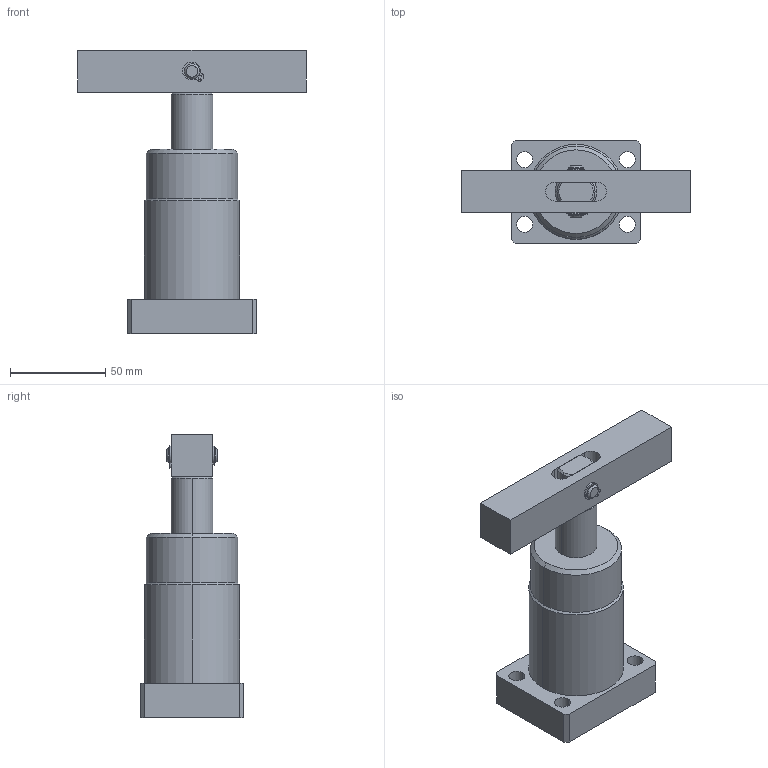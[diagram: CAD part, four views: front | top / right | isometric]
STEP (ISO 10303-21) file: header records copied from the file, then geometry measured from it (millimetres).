
FILE_DESCRIPTION (( 'STEP AP203' ), '1' );
FILE_NAME ('HNDS-32A-F.STEP', '2019-10-12T07:41:33', ( '微软用户' ), ( '微软中国' ), 'SwSTEP 2.0', 'SolidWorks 2012', '' );
FILE_SCHEMA (( 'CONFIG_CONTROL_DESIGN' ));
Length unit declared in the file: millimetre
Products named in the file (6): HNFS-32A-F掛极; 32A活塞杆; 32邧旋; 32种; circlips for shaft--type a small gb_GB_CONNECTING_PIECE_RING_RRA 8; HNDS-32A-F
Assembly tree (6 placements, depth 2):
  HNDS-32A-F
    HNFS-32A-F掛极
    32A活塞杆
    32邧旋
    32种
    circlips for shaft--type a small gb_GB_CONNECTING_PIECE_RING_RRA 8  x2
Bounding box: 120 x 54 x 149 mm (x, y, z)
Volume: 279796.9 mm3; surface area: 45132.4 mm2
Topology: 6 solids, 6 shells, 156 faces, 384 edges, 250 vertices
Faces by surface type: cylinder 71, plane 68, cone 13, bspline 4
Entity records: 4797 total; most frequent: CARTESIAN_POINT 859, DIRECTION 719, ORIENTED_EDGE 654, EDGE_CURVE 327, AXIS2_PLACEMENT_3D 264, VERTEX_POINT 212, VECTOR 191, LINE 191
